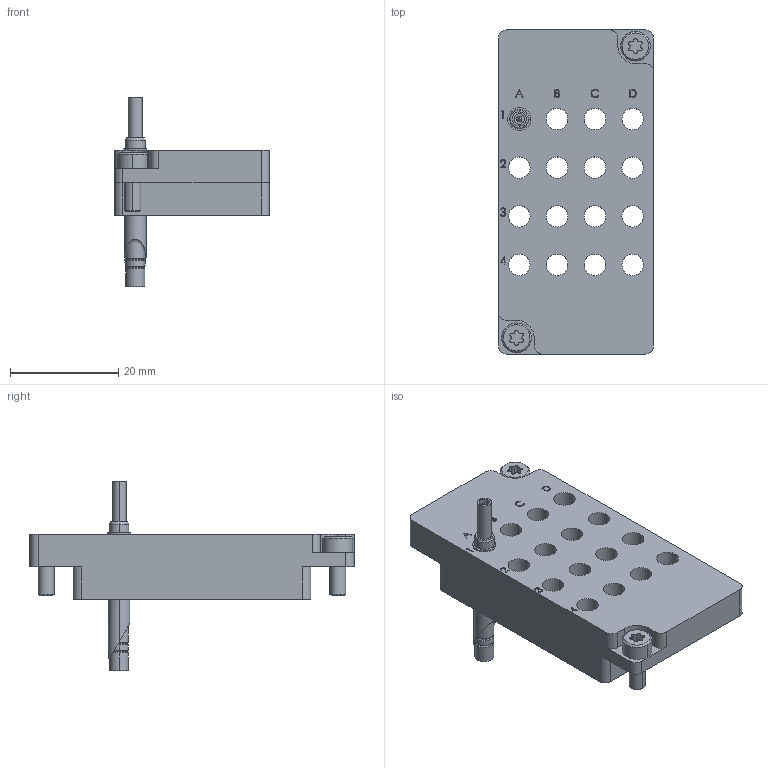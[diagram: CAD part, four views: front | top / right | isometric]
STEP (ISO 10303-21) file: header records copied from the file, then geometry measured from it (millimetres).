
FILE_DESCRIPTION (( 'STEP AP214' ), '1' );
FILE_NAME ('INGUN_38125.STEP', '2023-01-16T10:15:49', ( '' ), ( '' ), 'SwSTEP 2.0', 'SolidWorks 2021', '' );
FILE_SCHEMA (( 'AUTOMOTIVE_DESIGN' ));
Length unit declared in the file: millimetre
Products named in the file (7): 31005~2_S; HFS-110-0042__ADA~hfs_S; KS-110-Master__ADA~ks_KS-110 23; 31005~2; INGUN_38125; INFO_4597~0_SBP-T_Kontaktierung-Seite<S>; DIN912~n_M03,0x008
Assembly tree (7 placements, depth 3):
  INGUN_38125
    31005~2_S
      31005~2
      INFO_4597~0_SBP-T_Kontaktierung-Seite<S>
    DIN912~n_M03,0x008  x2
    KS-110-Master__ADA~ks_KS-110 23
    HFS-110-0042__ADA~hfs_S
Bounding box: 28.7 x 60 x 35 mm (x, y, z)
Volume: 15967.9 mm3; surface area: 8475.4 mm2
Topology: 15 solids, 15 shells, 308 faces, 766 edges, 500 vertices
Faces by surface type: cylinder 125, plane 114, bspline 45, cone 12, torus 12
Entity records: 11363 total; most frequent: CARTESIAN_POINT 4304, ORIENTED_EDGE 1390, DIRECTION 1306, EDGE_CURVE 695, AXIS2_PLACEMENT_3D 468, VERTEX_POINT 454, LINE 370, VECTOR 370
